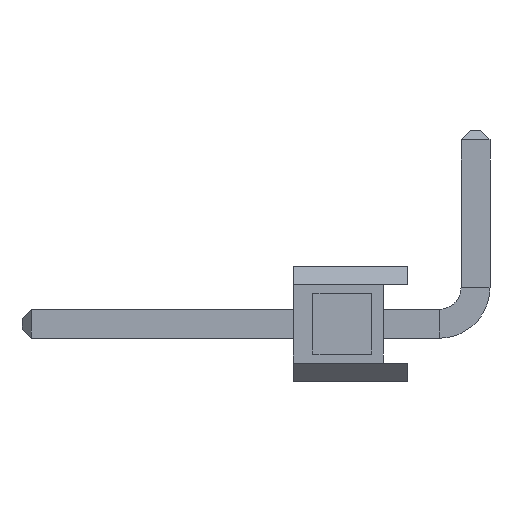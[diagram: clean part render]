
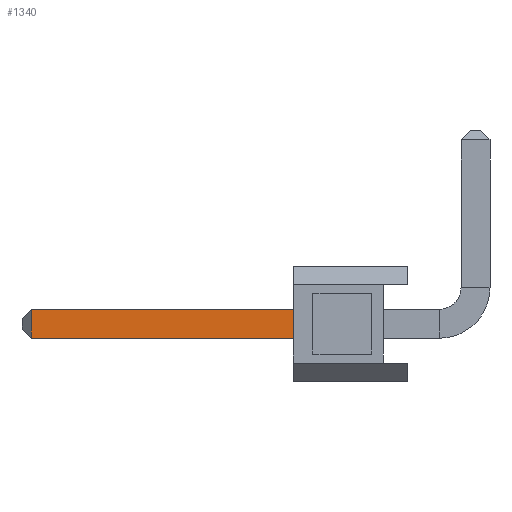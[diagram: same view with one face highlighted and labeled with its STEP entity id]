
A CAD part, left-side view. The second image highlights one B-rep face of the part: STEP entity #1340.
In plain terms, the highlighted planar face has unit normal (-1, 0, 0).
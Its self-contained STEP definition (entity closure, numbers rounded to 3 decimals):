
#133 = VERTEX_POINT ( 'NONE', #14358 ) ;
#273 = VECTOR ( 'NONE', #4940, 1000. ) ;
#360 = CARTESIAN_POINT ( 'NONE',  ( -0.32, -0.7, 0.32 ) ) ;
#683 = AXIS2_PLACEMENT_3D ( 'NONE', #13406, #12352, #1008 ) ;
#1008 = DIRECTION ( 'NONE',  ( 0., 0., 1. ) ) ;
#1340 = ADVANCED_FACE ( 'NONE', ( #14028 ), #12255, .T. ) ;
#2108 = EDGE_LOOP ( 'NONE', ( #6190, #8254, #8540, #6176 ) ) ;
#2832 = DIRECTION ( 'NONE',  ( 0., 1., 0. ) ) ;
#3256 = LINE ( 'NONE', #360, #5043 ) ;
#3959 = CARTESIAN_POINT ( 'NONE',  ( -0.32, 8.34, 0.32 ) ) ;
#4509 = LINE ( 'NONE', #7561, #14583 ) ;
#4940 = DIRECTION ( 'NONE',  ( 0., 0., -1. ) ) ;
#5043 = VECTOR ( 'NONE', #2832, 1000. ) ;
#5450 = LINE ( 'NONE', #8841, #8443 ) ;
#6176 = ORIENTED_EDGE ( 'NONE', *, *, #14177, .F. ) ;
#6190 = ORIENTED_EDGE ( 'NONE', *, *, #10921, .T. ) ;
#6851 = CARTESIAN_POINT ( 'NONE',  ( -0.32, 2.54, 0.32 ) ) ;
#7026 = LINE ( 'NONE', #11689, #273 ) ;
#7286 = EDGE_CURVE ( 'NONE', #12003, #133, #7026, .T. ) ;
#7561 = CARTESIAN_POINT ( 'NONE',  ( -0.32, -0.7, -0.32 ) ) ;
#8254 = ORIENTED_EDGE ( 'NONE', *, *, #7286, .T. ) ;
#8415 = EDGE_CURVE ( 'NONE', #10860, #133, #4509, .T. ) ;
#8443 = VECTOR ( 'NONE', #9794, 1000. ) ;
#8540 = ORIENTED_EDGE ( 'NONE', *, *, #8415, .F. ) ;
#8841 = CARTESIAN_POINT ( 'NONE',  ( -0.32, 2.54, 0. ) ) ;
#9748 = DIRECTION ( 'NONE',  ( 0., 1., 0. ) ) ;
#9794 = DIRECTION ( 'NONE',  ( 0., 0., -1. ) ) ;
#10860 = VERTEX_POINT ( 'NONE', #11658 ) ;
#10921 = EDGE_CURVE ( 'NONE', #11263, #12003, #3256, .T. ) ;
#11263 = VERTEX_POINT ( 'NONE', #6851 ) ;
#11658 = CARTESIAN_POINT ( 'NONE',  ( -0.32, 2.54, -0.32 ) ) ;
#11689 = CARTESIAN_POINT ( 'NONE',  ( -0.32, 8.34, -0.32 ) ) ;
#12003 = VERTEX_POINT ( 'NONE', #3959 ) ;
#12255 = PLANE ( 'NONE',  #683 ) ;
#12352 = DIRECTION ( 'NONE',  ( -1., 0., 0. ) ) ;
#13406 = CARTESIAN_POINT ( 'NONE',  ( -0.32, -0.7, -0.32 ) ) ;
#14028 = FACE_OUTER_BOUND ( 'NONE', #2108, .T. ) ;
#14177 = EDGE_CURVE ( 'NONE', #11263, #10860, #5450, .T. ) ;
#14358 = CARTESIAN_POINT ( 'NONE',  ( -0.32, 8.34, -0.32 ) ) ;
#14583 = VECTOR ( 'NONE', #9748, 1000. ) ;
